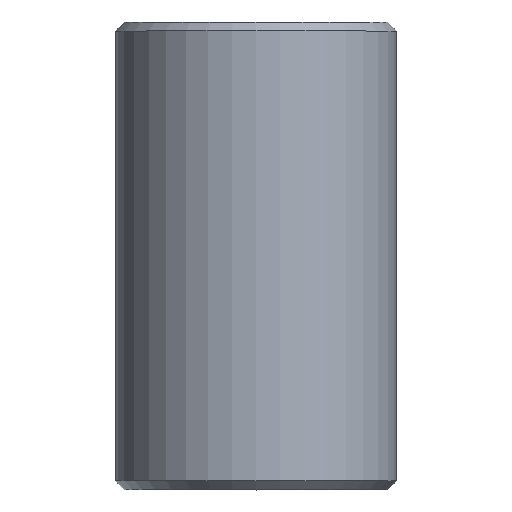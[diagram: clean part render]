
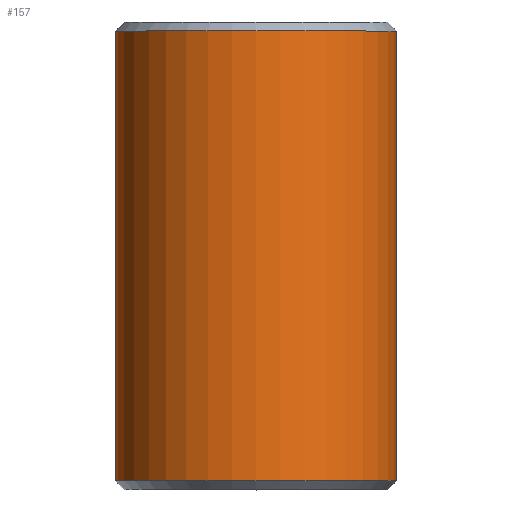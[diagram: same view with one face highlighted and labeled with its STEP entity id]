
A CAD part, top view. The second image highlights one B-rep face of the part: STEP entity #157.
In plain terms, the highlighted cylindrical face has radius 7.988 mm (diameter 15.977 mm), a full revolution.
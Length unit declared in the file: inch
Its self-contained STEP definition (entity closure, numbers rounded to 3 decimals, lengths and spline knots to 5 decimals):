
#126=CARTESIAN_POINT('',(0.3145,1.028,0.));
#127=VERTEX_POINT('',#126);
#128=CARTESIAN_POINT('',(0.0,1.028,0.));
#129=DIRECTION('',(0.0,1.0,0.0));
#130=DIRECTION('',(-1.0,0.0,0.0));
#131=AXIS2_PLACEMENT_3D('',#128,#129,#130);
#132=CIRCLE('',#131,0.3145);
#133=EDGE_CURVE('',#127,#127,#132,.T.);
#138=CARTESIAN_POINT('',(0.0,0.0,0.0));
#139=DIRECTION('',(0.0,1.0,0.));
#140=DIRECTION('',(1.0,0.0,0.0));
#141=AXIS2_PLACEMENT_3D('',#138,#139,#140);
#142=CYLINDRICAL_SURFACE('',#141,0.3145);
#143=CARTESIAN_POINT('',(0.3145,0.02,0.));
#144=VERTEX_POINT('',#143);
#145=CARTESIAN_POINT('',(0.0,0.02,0.));
#146=DIRECTION('',(0.0,-1.0,0.0));
#147=DIRECTION('',(-1.0,0.0,0.0));
#148=AXIS2_PLACEMENT_3D('',#145,#146,#147);
#149=CIRCLE('',#148,0.3145);
#150=EDGE_CURVE('',#144,#144,#149,.T.);
#151=ORIENTED_EDGE('',*,*,#150,.F.);
#152=EDGE_LOOP('',(#151));
#153=FACE_OUTER_BOUND('',#152,.T.);
#154=ORIENTED_EDGE('',*,*,#133,.F.);
#155=EDGE_LOOP('',(#154));
#156=FACE_BOUND('',#155,.T.);
#157=ADVANCED_FACE('',(#153,#156),#142,.T.);
